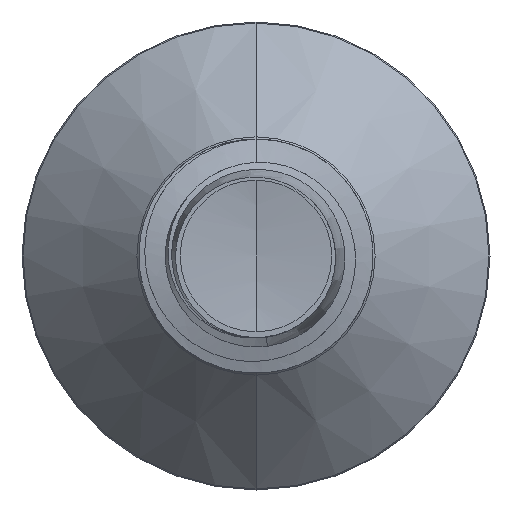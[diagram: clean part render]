
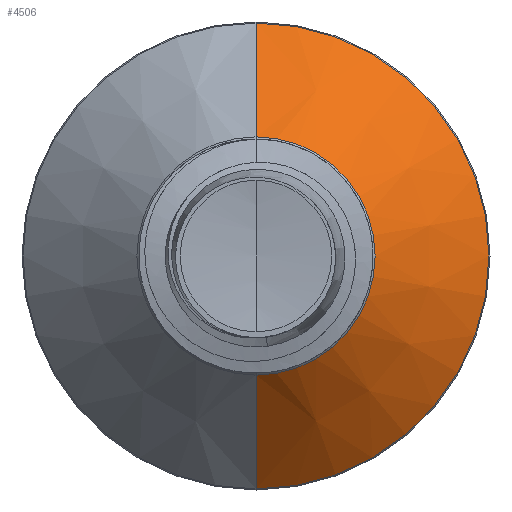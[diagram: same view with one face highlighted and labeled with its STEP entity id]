
A CAD part, front view. The second image highlights one B-rep face of the part: STEP entity #4506.
In plain terms, the highlighted conical face has half-angle 45 degrees and reference radius 1.782 mm.
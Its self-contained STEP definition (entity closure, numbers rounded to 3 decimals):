
#106 = FACE_OUTER_BOUND ( 'NONE', #10523, .T. ) ;
#188 = CARTESIAN_POINT ( 'NONE',  ( 0., 4.335, 0. ) ) ;
#369 = EDGE_CURVE ( 'NONE', #10114, #8210, #1355, .T. ) ;
#562 = CIRCLE ( 'NONE', #3791, 3.485 ) ;
#852 = CIRCLE ( 'NONE', #1155, 1.782 ) ;
#934 = CONICAL_SURFACE ( 'NONE', #1410, 1.782, 0.785 ) ;
#1079 = DIRECTION ( 'NONE',  ( 0., 0., 1. ) ) ;
#1155 = AXIS2_PLACEMENT_3D ( 'NONE', #1183, #7052, #2087 ) ;
#1183 = CARTESIAN_POINT ( 'NONE',  ( 0., 2.632, 0. ) ) ;
#1250 = EDGE_CURVE ( 'NONE', #3050, #10114, #852, .T. ) ;
#1297 = VECTOR ( 'NONE', #7917, 1000. ) ;
#1355 = LINE ( 'NONE', #1414, #1297 ) ;
#1410 = AXIS2_PLACEMENT_3D ( 'NONE', #10604, #7527, #5214 ) ;
#1414 = CARTESIAN_POINT ( 'NONE',  ( 0., 2.632, -1.782 ) ) ;
#1951 = EDGE_CURVE ( 'NONE', #4469, #8210, #562, .T. ) ;
#2087 = DIRECTION ( 'NONE',  ( 0., 0., 1. ) ) ;
#2237 = LINE ( 'NONE', #4228, #5174 ) ;
#3038 = EDGE_CURVE ( 'NONE', #3050, #4469, #2237, .T. ) ;
#3050 = VERTEX_POINT ( 'NONE', #6590 ) ;
#3791 = AXIS2_PLACEMENT_3D ( 'NONE', #188, #6183, #1079 ) ;
#4228 = CARTESIAN_POINT ( 'NONE',  ( 0., 2.632, 1.782 ) ) ;
#4469 = VERTEX_POINT ( 'NONE', #9825 ) ;
#4506 = ADVANCED_FACE ( 'NONE', ( #106 ), #934, .T. ) ;
#5039 = DIRECTION ( 'NONE',  ( 0., 0.707, 0.707 ) ) ;
#5174 = VECTOR ( 'NONE', #5039, 1000. ) ;
#5214 = DIRECTION ( 'NONE',  ( 0., 0., 1. ) ) ;
#6183 = DIRECTION ( 'NONE',  ( 0., 1., 0. ) ) ;
#6590 = CARTESIAN_POINT ( 'NONE',  ( 0., 2.632, 1.782 ) ) ;
#7052 = DIRECTION ( 'NONE',  ( 0., 1., 0. ) ) ;
#7168 = CARTESIAN_POINT ( 'NONE',  ( 0., 4.335, -3.485 ) ) ;
#7527 = DIRECTION ( 'NONE',  ( 0., 1., 0. ) ) ;
#7917 = DIRECTION ( 'NONE',  ( 0., 0.707, -0.707 ) ) ;
#8210 = VERTEX_POINT ( 'NONE', #7168 ) ;
#8734 = CARTESIAN_POINT ( 'NONE',  ( 0., 2.632, -1.782 ) ) ;
#9619 = ORIENTED_EDGE ( 'NONE', *, *, #3038, .F. ) ;
#9774 = ORIENTED_EDGE ( 'NONE', *, *, #1951, .F. ) ;
#9825 = CARTESIAN_POINT ( 'NONE',  ( 0., 4.335, 3.485 ) ) ;
#9916 = ORIENTED_EDGE ( 'NONE', *, *, #369, .T. ) ;
#10056 = ORIENTED_EDGE ( 'NONE', *, *, #1250, .T. ) ;
#10114 = VERTEX_POINT ( 'NONE', #8734 ) ;
#10523 = EDGE_LOOP ( 'NONE', ( #10056, #9916, #9774, #9619 ) ) ;
#10604 = CARTESIAN_POINT ( 'NONE',  ( 0., 2.632, 0. ) ) ;
